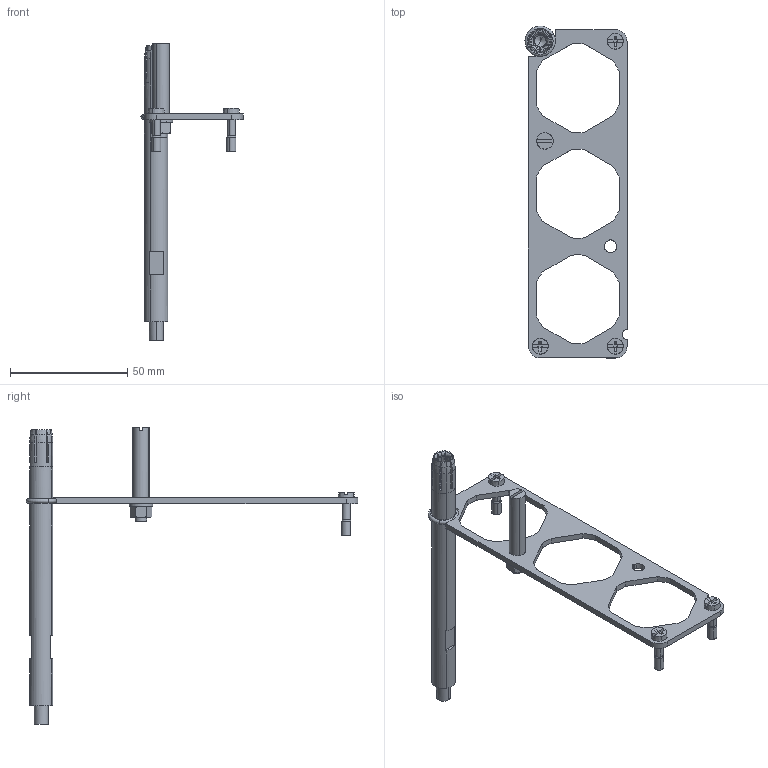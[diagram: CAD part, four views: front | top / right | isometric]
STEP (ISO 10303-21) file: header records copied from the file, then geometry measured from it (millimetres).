
FILE_DESCRIPTION(('CATIA V5 STEP Exchange','CAx-IF Rec.Pracs.--- Model Styling and Organization---1.5--- 2016-08-15','CAx-IF Rec.Pracs.---Supplemental Geometry---1.0---2011-11-01','CAx-IF Rec.Pracs.--- Composite Materials ---1.1---2010-07-15'),'2;1');
FILE_NAME ('368825-1_1', '2025-08-21T08:46:47+00:00', ('none'), ('Weidmueller'), 'CATIA Version 5-6 Release 2024 SP4', 'CATIA V5 STEP AP214 v3', 'none');
FILE_SCHEMA(('AUTOMOTIVE_DESIGN { 1 0 10303 214 1 1 1 1 }'));
Length unit declared in the file: millimetre
Products named in the file (1): 1987950000
Bounding box: 43.5 x 141.5 x 126.5 mm (x, y, z)
Volume: 17030.6 mm3; surface area: 13385.3 mm2
Topology: 2 solids, 4 shells, 339 faces, 931 edges, 608 vertices
Faces by surface type: plane 144, cylinder 101, cone 56, torus 22, revolution 16
Entity records: 10349 total; most frequent: CARTESIAN_POINT 2785, ORIENTED_EDGE 1854, DIRECTION 1050, EDGE_CURVE 927, VERTEX_POINT 608, VECTOR 436, LINE 436, AXIS2_PLACEMENT_3D 428
